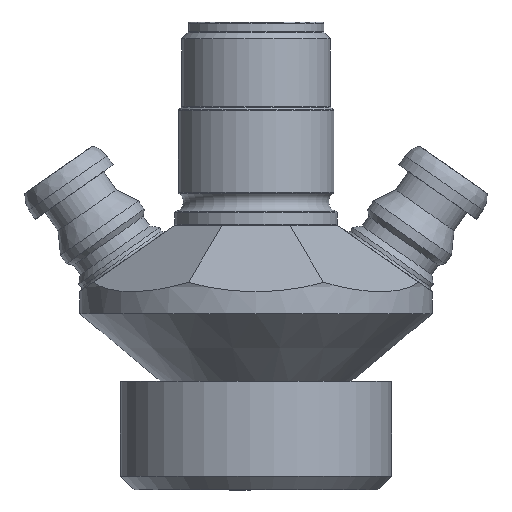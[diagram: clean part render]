
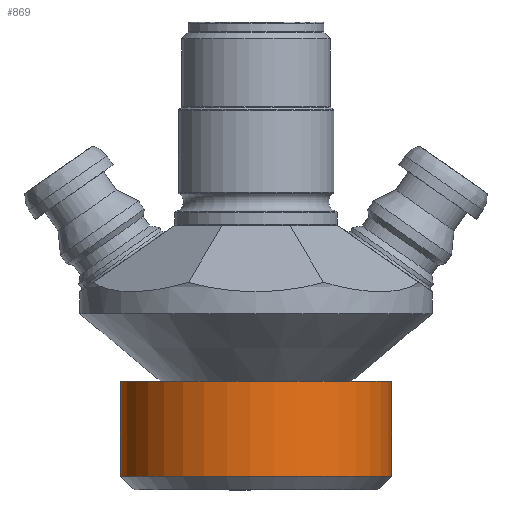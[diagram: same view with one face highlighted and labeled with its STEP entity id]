
A CAD part, front view. The second image highlights one B-rep face of the part: STEP entity #869.
In plain terms, the highlighted cylindrical face has radius 20 mm (diameter 40 mm), a full revolution.
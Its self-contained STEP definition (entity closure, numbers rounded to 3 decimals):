
#81=LINE('',#1603,#123);
#123=VECTOR('',#1306,20.);
#140=CYLINDRICAL_SURFACE('',#1015,20.);
#201=FACE_OUTER_BOUND('',#260,.T.);
#260=EDGE_LOOP('',(#737,#738,#739,#740));
#327=CIRCLE('',#1016,20.);
#328=CIRCLE('',#1017,20.);
#397=VERTEX_POINT('',#1600);
#398=VERTEX_POINT('',#1602);
#511=EDGE_CURVE('',#397,#397,#327,.T.);
#512=EDGE_CURVE('',#397,#398,#81,.T.);
#513=EDGE_CURVE('',#398,#398,#328,.T.);
#737=ORIENTED_EDGE('',*,*,#511,.F.);
#738=ORIENTED_EDGE('',*,*,#512,.T.);
#739=ORIENTED_EDGE('',*,*,#513,.T.);
#740=ORIENTED_EDGE('',*,*,#512,.F.);
#869=ADVANCED_FACE('',(#201),#140,.T.);
#1015=AXIS2_PLACEMENT_3D('',#1599,#1302,#1303);
#1016=AXIS2_PLACEMENT_3D('',#1601,#1304,#1305);
#1017=AXIS2_PLACEMENT_3D('',#1604,#1307,#1308);
#1302=DIRECTION('center_axis',(0.,0.,
-1.));
#1303=DIRECTION('ref_axis',(0.132,-0.991,0.));
#1304=DIRECTION('center_axis',(0.,0.,
-1.));
#1305=DIRECTION('ref_axis',(0.132,-0.991,0.));
#1306=DIRECTION('',(0.,0.,1.));
#1307=DIRECTION('center_axis',(0.,0.,
-1.));
#1308=DIRECTION('ref_axis',(0.132,-0.991,0.));
#1599=CARTESIAN_POINT('Origin',(0.,0.,
5.));
#1600=CARTESIAN_POINT('',(-2.634,19.826,-2.));
#1601=CARTESIAN_POINT('Origin',(0.,0.,
-2.));
#1602=CARTESIAN_POINT('',(-2.634,19.826,12.));
#1603=CARTESIAN_POINT('',(-2.634,19.826,5.));
#1604=CARTESIAN_POINT('Origin',(0.,0.,
12.));
